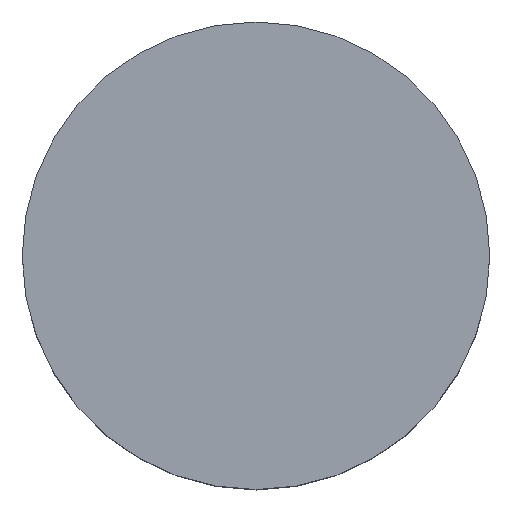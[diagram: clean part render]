
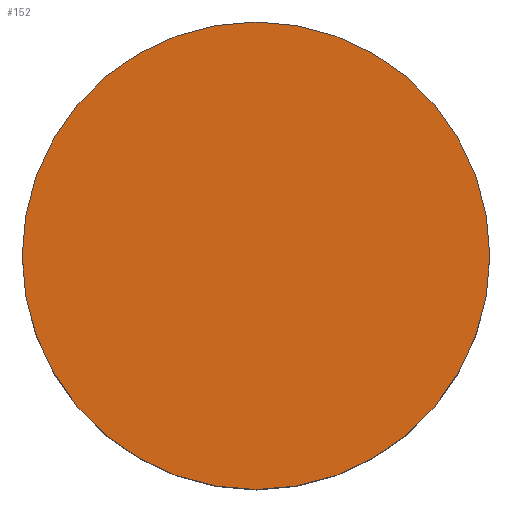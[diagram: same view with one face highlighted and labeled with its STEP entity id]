
A CAD part, top view. The second image highlights one B-rep face of the part: STEP entity #152.
In plain terms, the highlighted planar face has unit normal (0, 0, 1).
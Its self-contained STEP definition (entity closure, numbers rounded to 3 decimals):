
#4 = VERTEX_POINT ( 'NONE', #85 ) ;
#6 = VERTEX_POINT ( 'NONE', #84 ) ;
#16 = EDGE_CURVE ( 'NONE', #6, #4, #65, .T. ) ;
#65 = CIRCLE ( 'NONE', #95, 42.25 ) ;
#84 = CARTESIAN_POINT ( 'NONE',  ( 0., -42.25, 21. ) ) ;
#85 = CARTESIAN_POINT ( 'NONE',  ( 0., 42.25, 21. ) ) ;
#92 = DIRECTION ( 'NONE',  ( 0., -1., 0. ) ) ;
#93 = DIRECTION ( 'NONE',  ( 0., 0., 1. ) ) ;
#94 = CARTESIAN_POINT ( 'NONE',  ( 0., 0., 21. ) ) ;
#95 = AXIS2_PLACEMENT_3D ( 'NONE', #94, #93, #92 ) ;
#97 = ORIENTED_EDGE ( 'NONE', *, *, #16, .T. ) ;
#151 = EDGE_CURVE ( 'NONE', #4, #6, #294, .T. ) ;
#152 = ADVANCED_FACE ( 'NONE', ( #290 ), #295, .F. ) ;
#187 = ORIENTED_EDGE ( 'NONE', *, *, #151, .T. ) ;
#194 = EDGE_LOOP ( 'NONE', ( #97, #187 ) ) ;
#226 = CARTESIAN_POINT ( 'NONE',  ( 0., 0., 21. ) ) ;
#285 = DIRECTION ( 'NONE',  ( 0., 1., 0. ) ) ;
#286 = DIRECTION ( 'NONE',  ( 0., 0., -1. ) ) ;
#287 = CARTESIAN_POINT ( 'NONE',  ( 0., 0., 21. ) ) ;
#289 = AXIS2_PLACEMENT_3D ( 'NONE', #287, #286, #285 ) ;
#290 = FACE_OUTER_BOUND ( 'NONE', #194, .T. ) ;
#291 = DIRECTION ( 'NONE',  ( 0., -1., 0. ) ) ;
#292 = DIRECTION ( 'NONE',  ( 0., 0., 1. ) ) ;
#293 = AXIS2_PLACEMENT_3D ( 'NONE', #226, #292, #291 ) ;
#294 = CIRCLE ( 'NONE', #293, 42.25 ) ;
#295 = PLANE ( 'NONE',  #289 ) ;
